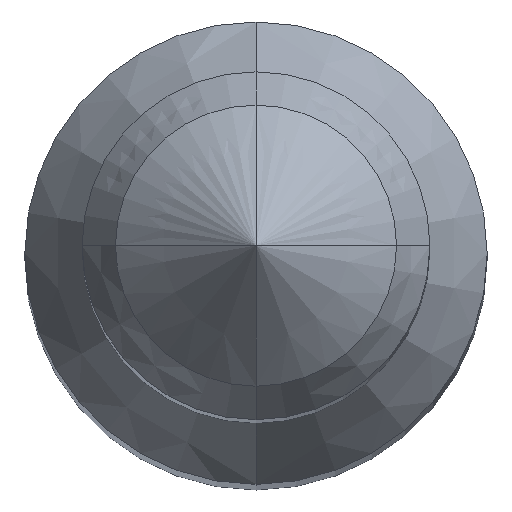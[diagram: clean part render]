
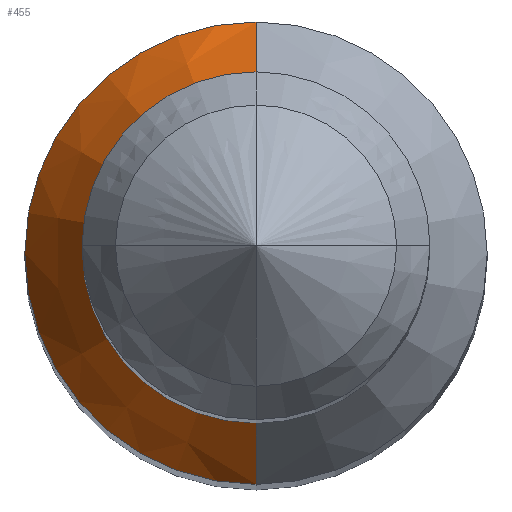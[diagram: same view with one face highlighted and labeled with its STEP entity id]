
A CAD part, top view. The second image highlights one B-rep face of the part: STEP entity #455.
In plain terms, the highlighted conical face has half-angle 30 degrees and reference radius 1.613 mm.
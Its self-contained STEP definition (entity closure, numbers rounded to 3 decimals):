
#229=CARTESIAN_POINT('',(0.,0.,29.339));
#230=DIRECTION('',(0.,0.,1.));
#231=DIRECTION('',(0.,1.,0.));
#232=AXIS2_PLACEMENT_3D('',#229,#230,#231);
#237=DIRECTION('',(0.,0.5,-0.866));
#238=VECTOR('',#237,1.546);
#239=CARTESIAN_POINT('',(0.,1.227,29.339));
#240=LINE('',#239,#238);
#244=DIRECTION('',(0.,-0.5,-0.866));
#245=VECTOR('',#244,1.546);
#246=CARTESIAN_POINT('',(0.,-1.227,29.339));
#247=LINE('',#246,#245);
#281=CARTESIAN_POINT('',(0.,0.,28.));
#282=DIRECTION('',(0.,0.,1.));
#283=DIRECTION('',(0.,1.,0.));
#284=AXIS2_PLACEMENT_3D('',#281,#282,#283);
#323=CARTESIAN_POINT('',(0.,1.227,29.339));
#324=CARTESIAN_POINT('',(0.,2.,28.));
#325=VERTEX_POINT('',#323);
#326=VERTEX_POINT('',#324);
#331=CARTESIAN_POINT('',(0.,-1.227,29.339));
#332=CARTESIAN_POINT('',(0.,-2.,28.));
#333=VERTEX_POINT('',#331);
#334=VERTEX_POINT('',#332);
#441=CARTESIAN_POINT('',(0.,0.,28.67));
#442=DIRECTION('',(0.,0.,-1.));
#443=DIRECTION('',(0.,1.,0.));
#444=AXIS2_PLACEMENT_3D('',#441,#442,#443);
#445=CONICAL_SURFACE('',#444,1.613,30.);
#447=ORIENTED_EDGE('',*,*,#446,.F.);
#448=ORIENTED_EDGE('',*,*,#436,.T.);
#450=ORIENTED_EDGE('',*,*,#449,.T.);
#452=ORIENTED_EDGE('',*,*,#451,.F.);
#453=EDGE_LOOP('',(#447,#448,#450,#452));
#454=FACE_OUTER_BOUND('',#453,.F.);
#233=CIRCLE('',#232,1.227);
#285=CIRCLE('',#284,2.);
#436=EDGE_CURVE('',#325,#333,#233,.T.);
#446=EDGE_CURVE('',#325,#326,#240,.T.);
#449=EDGE_CURVE('',#333,#334,#247,.T.);
#451=EDGE_CURVE('',#326,#334,#285,.T.);
#455=ADVANCED_FACE('',(#454),#445,.T.);
